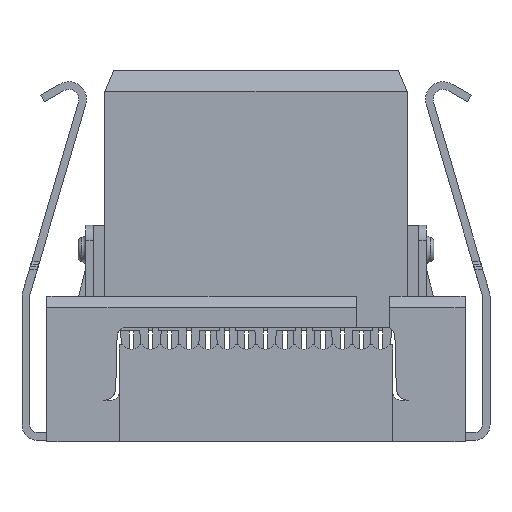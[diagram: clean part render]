
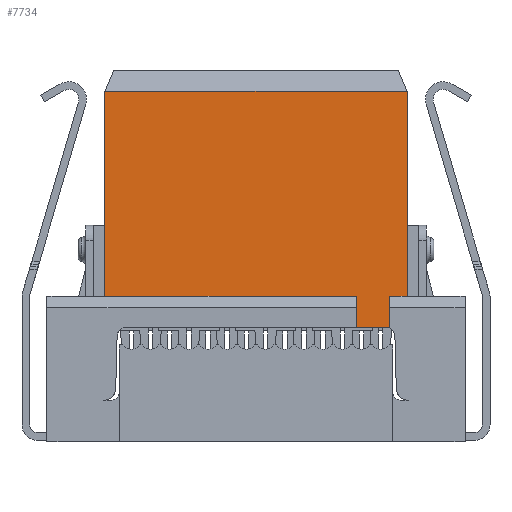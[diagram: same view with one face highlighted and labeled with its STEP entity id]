
A CAD part, front view. The second image highlights one B-rep face of the part: STEP entity #7734.
In plain terms, the highlighted planar face has unit normal (0, -1, 0).
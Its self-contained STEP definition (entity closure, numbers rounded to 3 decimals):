
#5635=CARTESIAN_POINT('',(8.18,-2.453,-0.295));
#5636=VERTEX_POINT('',#5635);
#5643=CARTESIAN_POINT('',(7.595,-2.453,-0.295));
#5644=VERTEX_POINT('',#5643);
#5645=CARTESIAN_POINT('',(7.595,-2.453,-0.295));
#5646=DIRECTION('',(1.,0.,0.));
#5647=VECTOR('',#5646,0.585);
#5648=LINE('',#5645,#5647);
#5649=EDGE_CURVE('',#5644,#5636,#5648,.T.);
#5666=CARTESIAN_POINT('',(7.595,-2.453,-1.351));
#5667=VERTEX_POINT('',#5666);
#5668=CARTESIAN_POINT('',(7.595,-2.453,-1.351));
#5669=DIRECTION('',(0.,0.,1.));
#5670=VECTOR('',#5669,1.056);
#5671=LINE('',#5668,#5670);
#5672=EDGE_CURVE('',#5667,#5644,#5671,.T.);
#5699=CARTESIAN_POINT('',(7.473,-2.453,-1.325));
#5700=VERTEX_POINT('',#5699);
#5701=CARTESIAN_POINT('',(7.473,-2.453,-1.625));
#5702=DIRECTION('',(0.,0.,1.));
#5703=DIRECTION('',(0.,1.,0.));
#5704=AXIS2_PLACEMENT_3D('',#5701,#5703,#5702);
#5705=CIRCLE('',#5704,0.3);
#5706=EDGE_CURVE('',#5700,#5667,#5705,.T.);
#6403=CARTESIAN_POINT('',(-1.83,-2.453,-0.295));
#6404=VERTEX_POINT('',#6403);
#6413=CARTESIAN_POINT('',(6.495,-2.453,-0.295));
#6414=VERTEX_POINT('',#6413);
#6421=CARTESIAN_POINT('',(-1.83,-2.453,-0.295));
#6422=DIRECTION('',(1.,0.,0.));
#6423=VECTOR('',#6422,8.325);
#6424=LINE('',#6421,#6423);
#6425=EDGE_CURVE('',#6404,#6414,#6424,.T.);
#7164=CARTESIAN_POINT('',(6.495,-2.453,-1.325));
#7165=VERTEX_POINT('',#7164);
#7181=CARTESIAN_POINT('',(7.473,-2.453,-1.325));
#7182=DIRECTION('',(-1.,0.,0.));
#7183=VECTOR('',#7182,0.978);
#7184=LINE('',#7181,#7183);
#7185=EDGE_CURVE('',#5700,#7165,#7184,.T.);
#7196=CARTESIAN_POINT('',(6.495,-2.453,-0.295));
#7197=DIRECTION('',(0.,0.,-1.));
#7198=VECTOR('',#7197,1.03);
#7199=LINE('',#7196,#7198);
#7200=EDGE_CURVE('',#6414,#7165,#7199,.T.);
#7699=CARTESIAN_POINT('',(3.175,-2.453,2.49));
#7700=DIRECTION('',(1.,0.,0.));
#7701=DIRECTION('',(0.,-1.,0.));
#7702=AXIS2_PLACEMENT_3D('',#7699,#7701,#7700);
#7703=PLANE('',#7702);
#7704=ORIENTED_EDGE('',*,*,#7200,.T.);
#7705=ORIENTED_EDGE('',*,*,#7185,.F.);
#7706=ORIENTED_EDGE('',*,*,#5706,.T.);
#7707=ORIENTED_EDGE('',*,*,#5672,.T.);
#7708=ORIENTED_EDGE('',*,*,#5649,.T.);
#7709=CARTESIAN_POINT('',(8.18,-2.453,6.475));
#7710=VERTEX_POINT('',#7709);
#7711=CARTESIAN_POINT('',(8.18,-2.453,-0.295));
#7712=DIRECTION('',(0.,0.,1.));
#7713=VECTOR('',#7712,6.77);
#7714=LINE('',#7711,#7713);
#7715=EDGE_CURVE('',#5636,#7710,#7714,.T.);
#7716=ORIENTED_EDGE('',*,*,#7715,.T.);
#7717=CARTESIAN_POINT('',(-1.83,-2.453,6.475));
#7718=VERTEX_POINT('',#7717);
#7719=CARTESIAN_POINT('',(8.18,-2.453,6.475));
#7720=DIRECTION('',(-1.,0.,0.));
#7721=VECTOR('',#7720,10.01);
#7722=LINE('',#7719,#7721);
#7723=EDGE_CURVE('',#7710,#7718,#7722,.T.);
#7724=ORIENTED_EDGE('',*,*,#7723,.T.);
#7725=CARTESIAN_POINT('',(-1.83,-2.453,6.475));
#7726=DIRECTION('',(0.,0.,-1.));
#7727=VECTOR('',#7726,6.77);
#7728=LINE('',#7725,#7727);
#7729=EDGE_CURVE('',#7718,#6404,#7728,.T.);
#7730=ORIENTED_EDGE('',*,*,#7729,.T.);
#7731=ORIENTED_EDGE('',*,*,#6425,.T.);
#7732=EDGE_LOOP('',(#7704,#7705,#7706,#7707,#7708,#7716,#7724,#7730,#7731));
#7733=FACE_OUTER_BOUND('',#7732,.T.);
#7734=ADVANCED_FACE('',(#7733),#7703,.T.);
